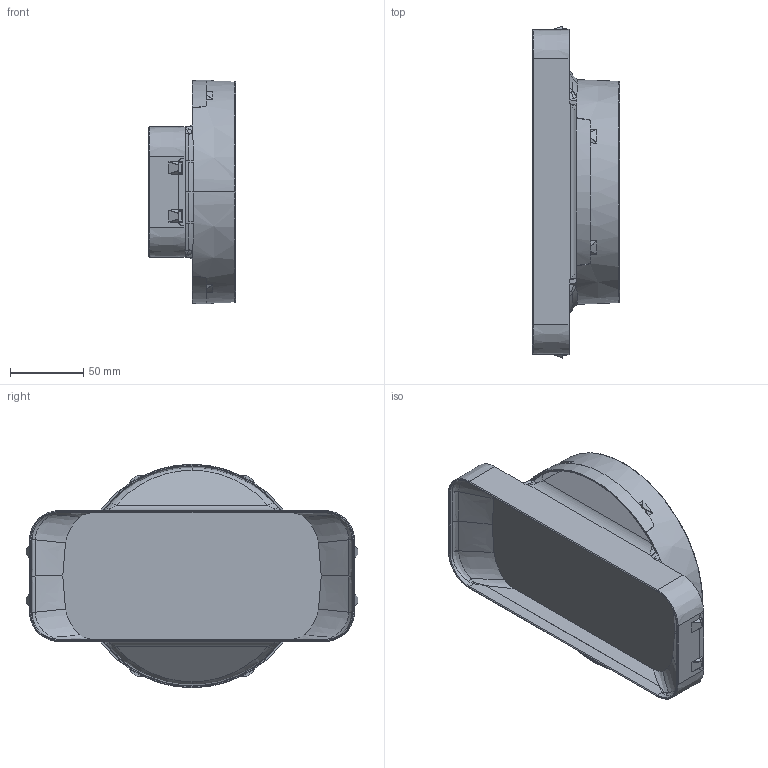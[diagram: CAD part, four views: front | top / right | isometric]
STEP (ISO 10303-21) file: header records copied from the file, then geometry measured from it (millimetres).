
FILE_DESCRIPTION(('CATIA V5 STEP Exchange'),'2;1');
FILE_NAME('4051020 P-MAS 150 Maueranschlussstutzen.stp','2023-03-27T08:42:04+00:00',('none'),('none'),'CATIA Version 5 Release 21 SP 1 (IN-10)','CATIA V5 STEP AP214 Edition 3','none');
FILE_SCHEMA(('AUTOMOTIVE_DESIGN { 1 0 10303 214 3 1 1 1 }'));
Length unit declared in the file: millimetre
Products named in the file (1): 4051020 P-MAS 150 Maueranschlussstutzen_vereinfacht
Bounding box: 59.55 x 227 x 152.9 mm (x, y, z)
Volume: 550940.6 mm3; surface area: 103073.1 mm2
Topology: 1 solids, 1 shells, 330 faces, 906 edges, 572 vertices
Faces by surface type: bspline 112, plane 102, cylinder 58, cone 28, torus 22, sphere 8
Entity records: 20432 total; most frequent: CARTESIAN_POINT 13478, ORIENTED_EDGE 1796, EDGE_CURVE 898, DIRECTION 795, VERTEX_POINT 572, B_SPLINE_CURVE_WITH_KNOTS 457, AXIS2_PLACEMENT_3D 341, EDGE_LOOP 332
